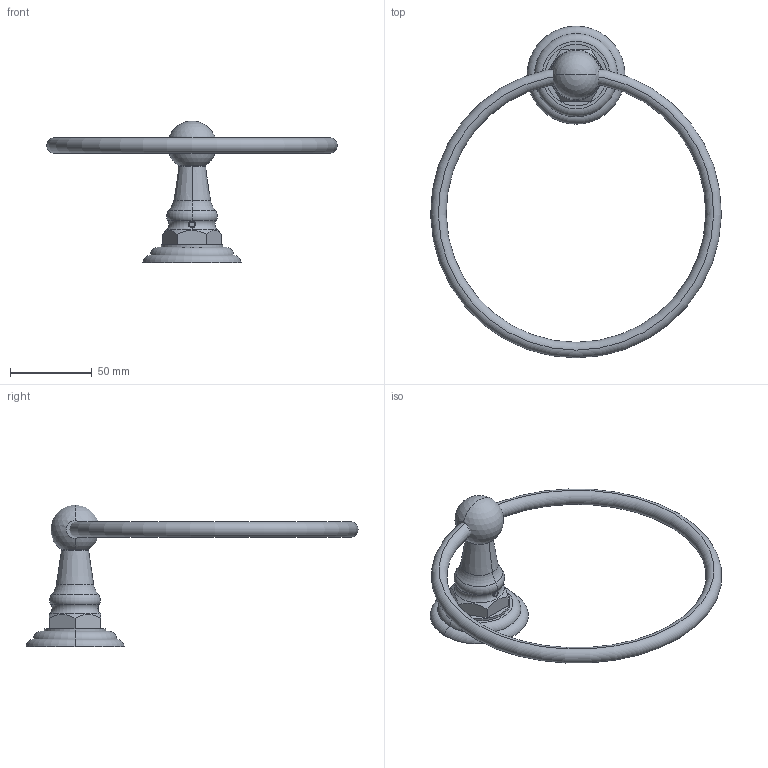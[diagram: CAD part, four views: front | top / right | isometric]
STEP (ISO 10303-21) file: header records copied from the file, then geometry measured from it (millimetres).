
FILE_DESCRIPTION((''),'2;1');
FILE_NAME('13-09_SW0001','2010-06-04T',('pnmurthy'),(''),'PRO/ENGINEER BY PARAMETRIC TECHNOLOGY CORPORATION, 2009300','PRO/ENGINEER BY PARAMETRIC TECHNOLOGY CORPORATION, 2009300','');
FILE_SCHEMA(('CONFIG_CONTROL_DESIGN'));
Length unit declared in the file: inch
Products named in the file (1): 13-09_SW0001
Bounding box: 177.77 x 203.01 x 86.77 mm (x, y, z)
Surface area: 31360.6 mm2 (no closed solid volume)
Topology: 0 solids, 7 shells, 42 faces, 128 edges, 87 vertices
Faces by surface type: torus 14, plane 13, cone 6, bspline 5, cylinder 2, sphere 2
Entity records: 2673 total; most frequent: CARTESIAN_POINT 1578, DIRECTION 214, ORIENTED_EDGE 202, EDGE_CURVE 126, AXIS2_PLACEMENT_3D 95, VERTEX_POINT 87, CIRCLE 58, B_SPLINE_CURVE_WITH_KNOTS 44
